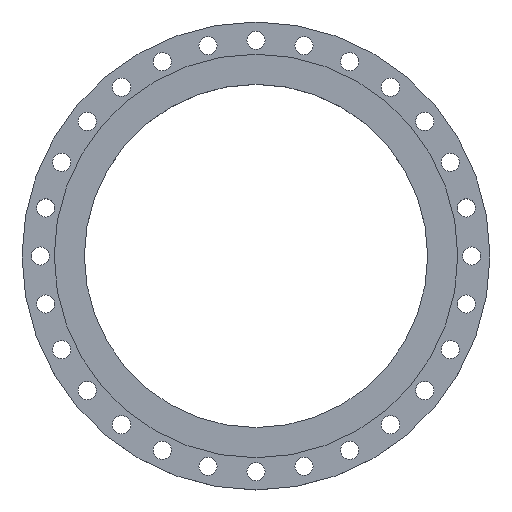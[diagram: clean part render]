
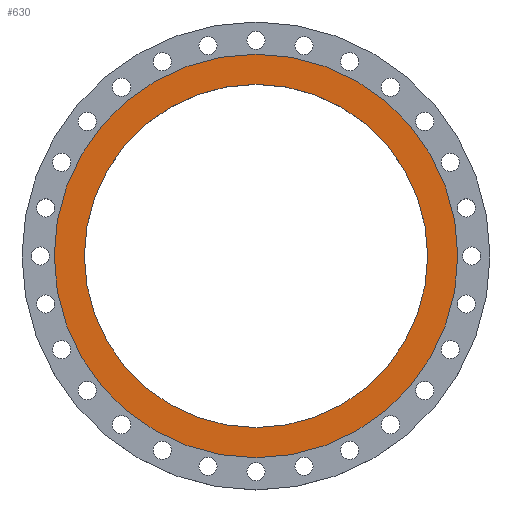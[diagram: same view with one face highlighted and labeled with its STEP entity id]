
A CAD part, top view. The second image highlights one B-rep face of the part: STEP entity #630.
In plain terms, the highlighted planar face has unit normal (0, 0, 1).
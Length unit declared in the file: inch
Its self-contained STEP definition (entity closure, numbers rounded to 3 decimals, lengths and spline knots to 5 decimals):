
#22 = AXIS2_PLACEMENT_3D ( 'NONE', #1536, #1927, #1958 ) ;
#196 = CARTESIAN_POINT ( 'NONE',  ( 18., 0., 0. ) ) ;
#199 = FACE_OUTER_BOUND ( 'NONE', #2221, .T. ) ;
#268 = DIRECTION ( 'NONE',  ( 0., 0., 1. ) ) ;
#284 = CARTESIAN_POINT ( 'NONE',  ( 0., 0., 0. ) ) ;
#404 = EDGE_CURVE ( 'NONE', #2415, #1578, #1976, .T. ) ;
#427 = CARTESIAN_POINT ( 'NONE',  ( -15.3125, 0., 0. ) ) ;
#450 = AXIS2_PLACEMENT_3D ( 'NONE', #979, #1630, #963 ) ;
#573 = CIRCLE ( 'NONE', #869, 18. ) ;
#630 = ADVANCED_FACE ( 'NONE', ( #2220, #199 ), #1999, .F. ) ;
#711 = ORIENTED_EDGE ( 'NONE', *, *, #2588, .F. ) ;
#717 = EDGE_CURVE ( 'NONE', #1578, #2415, #573, .T. ) ;
#749 = ORIENTED_EDGE ( 'NONE', *, *, #717, .T. ) ;
#783 = DIRECTION ( 'NONE',  ( 0., 0., 1. ) ) ;
#857 = CARTESIAN_POINT ( 'NONE',  ( 0., 0., 0. ) ) ;
#869 = AXIS2_PLACEMENT_3D ( 'NONE', #1187, #783, #2404 ) ;
#936 = VERTEX_POINT ( 'NONE', #427 ) ;
#963 = DIRECTION ( 'NONE',  ( -1., 0., 0. ) ) ;
#979 = CARTESIAN_POINT ( 'NONE',  ( 0., 15.3125, 0. ) ) ;
#1020 = CARTESIAN_POINT ( 'NONE',  ( -18., 0., 0. ) ) ;
#1187 = CARTESIAN_POINT ( 'NONE',  ( 0., 0., 0. ) ) ;
#1207 = AXIS2_PLACEMENT_3D ( 'NONE', #857, #268, #1297 ) ;
#1224 = CARTESIAN_POINT ( 'NONE',  ( 15.3125, 0., 0. ) ) ;
#1297 = DIRECTION ( 'NONE',  ( 1., 0., 0. ) ) ;
#1355 = ORIENTED_EDGE ( 'NONE', *, *, #404, .T. ) ;
#1536 = CARTESIAN_POINT ( 'NONE',  ( 0., 0., 0. ) ) ;
#1578 = VERTEX_POINT ( 'NONE', #196 ) ;
#1630 = DIRECTION ( 'NONE',  ( 0., 0., -1. ) ) ;
#1714 = DIRECTION ( 'NONE',  ( 0., 0., 1. ) ) ;
#1927 = DIRECTION ( 'NONE',  ( 0., 0., 1. ) ) ;
#1958 = DIRECTION ( 'NONE',  ( 1., 0., 0. ) ) ;
#1976 = CIRCLE ( 'NONE', #2054, 18. ) ;
#1999 = PLANE ( 'NONE',  #450 ) ;
#2054 = AXIS2_PLACEMENT_3D ( 'NONE', #284, #1714, #2328 ) ;
#2143 = CIRCLE ( 'NONE', #1207, 15.3125 ) ;
#2220 = FACE_BOUND ( 'NONE', #2294, .T. ) ;
#2221 = EDGE_LOOP ( 'NONE', ( #749, #1355 ) ) ;
#2294 = EDGE_LOOP ( 'NONE', ( #2586, #711 ) ) ;
#2328 = DIRECTION ( 'NONE',  ( 1., 0., 0. ) ) ;
#2372 = EDGE_CURVE ( 'NONE', #2547, #936, #2143, .T. ) ;
#2404 = DIRECTION ( 'NONE',  ( 1., 0., 0. ) ) ;
#2415 = VERTEX_POINT ( 'NONE', #1020 ) ;
#2441 = CIRCLE ( 'NONE', #22, 15.3125 ) ;
#2547 = VERTEX_POINT ( 'NONE', #1224 ) ;
#2586 = ORIENTED_EDGE ( 'NONE', *, *, #2372, .F. ) ;
#2588 = EDGE_CURVE ( 'NONE', #936, #2547, #2441, .T. ) ;
